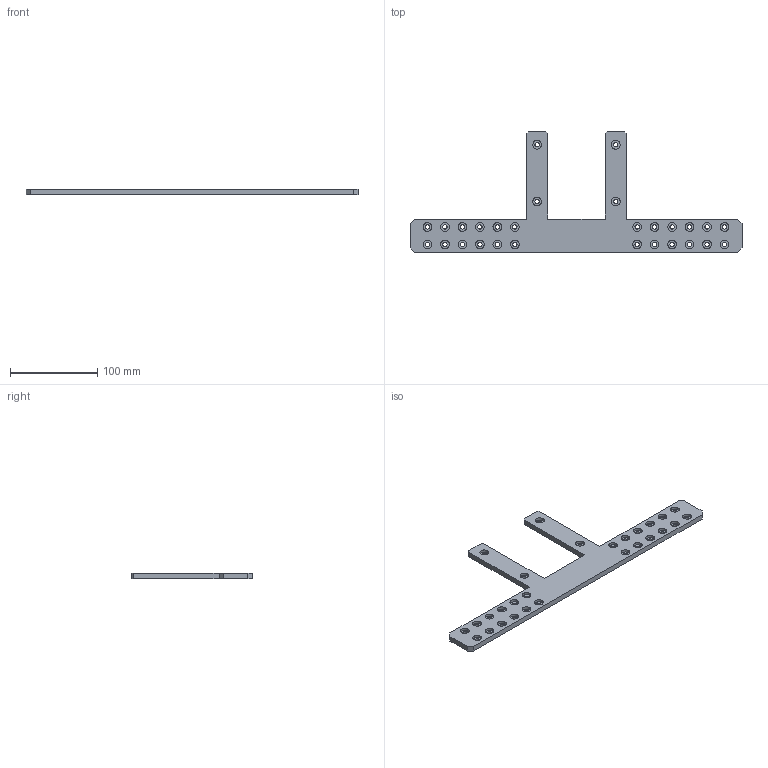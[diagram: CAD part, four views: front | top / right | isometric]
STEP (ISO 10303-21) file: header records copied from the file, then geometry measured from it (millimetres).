
FILE_DESCRIPTION (( 'STEP AP214' ), '1' );
FILE_NAME ('Hip_Frame-1.STEP', '2019-05-03T11:02:25', ( '' ), ( '' ), 'SwSTEP 2.0', 'SolidWorks 2018', '' );
FILE_SCHEMA (( 'AUTOMOTIVE_DESIGN' ));
Length unit declared in the file: millimetre
Products named in the file (1): Hip_Frame-1
Bounding box: 380 x 138.1 x 6.4 mm (x, y, z)
Volume: 114541.4 mm3; surface area: 49281.5 mm2
Topology: 1 solids, 1 shells, 162 faces, 396 edges, 264 vertices
Faces by surface type: cylinder 112, plane 50
Entity records: 5030 total; most frequent: DIRECTION 946, CARTESIAN_POINT 823, ORIENTED_EDGE 792, EDGE_CURVE 396, AXIS2_PLACEMENT_3D 387, VERTEX_POINT 264, EDGE_LOOP 246, CIRCLE 224
